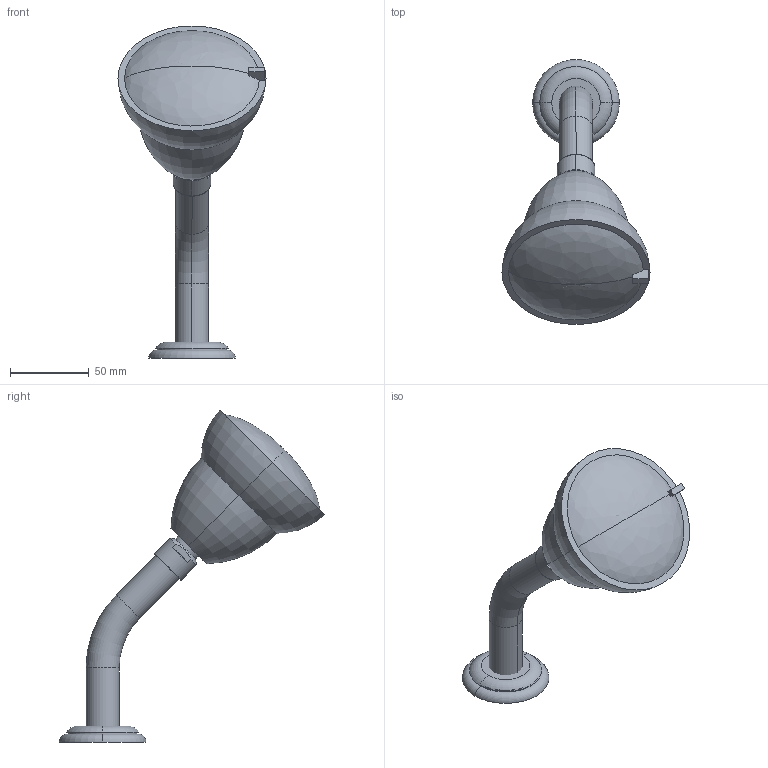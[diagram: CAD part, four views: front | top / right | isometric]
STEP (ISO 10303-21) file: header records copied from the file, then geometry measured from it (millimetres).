
FILE_DESCRIPTION (( 'STEP AP214' ), '1' );
FILE_NAME ('28508360.STEP', '2020-09-28T09:43:49', ( '' ), ( '' ), 'SwSTEP 2.0', 'SolidWorks 2020', '' );
FILE_SCHEMA (( 'AUTOMOTIVE_DESIGN' ));
Length unit declared in the file: millimetre
Products named in the file (6): Planungsmodell_Rohr45-+-09.11.03.011.94-01_ _K2_21x47x45_R55; Planungsmodell_Gelenk-+-09.21.40.008.90-02_-_Default1; Planungsmodell_Kopfbrause-+-04.12.11.120-1; 28508360; Planungsmodell_Rosette-+-09.27.35.003.90-01_-_Default1; Planungsmodell_Einsatz-+-09.12.01.044-1
Assembly tree (5 placements, depth 2):
  28508360
    Planungsmodell_Rosette-+-09.27.35.003.90-01_-_Default1
    Planungsmodell_Rohr45-+-09.11.03.011.94-01_ _K2_21x47x45_R55
    Planungsmodell_Gelenk-+-09.21.40.008.90-02_-_Default1
    Planungsmodell_Kopfbrause-+-04.12.11.120-1
    Planungsmodell_Einsatz-+-09.12.01.044-1
Bounding box: 94 x 168.45 x 210.73 mm (x, y, z)
Volume: 409721.5 mm3; surface area: 56651.9 mm2
Topology: 5 solids, 5 shells, 46 faces, 102 edges, 63 vertices
Faces by surface type: plane 18, torus 10, cylinder 10, bspline 4, sphere 2, cone 2
Entity records: 1755 total; most frequent: CARTESIAN_POINT 523, DIRECTION 241, ORIENTED_EDGE 190, AXIS2_PLACEMENT_3D 106, EDGE_CURVE 95, VERTEX_POINT 60, CIRCLE 56, EDGE_LOOP 47
